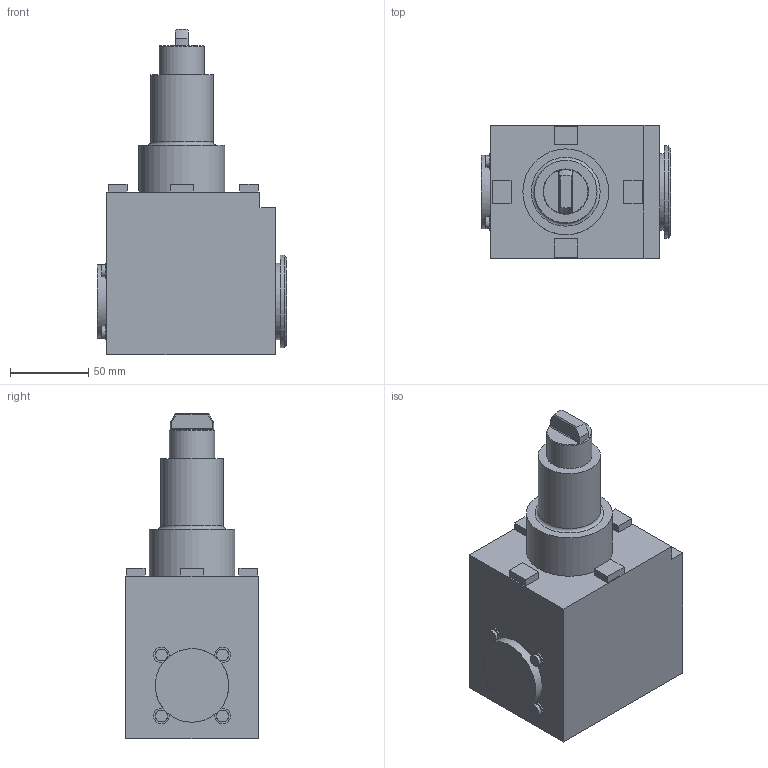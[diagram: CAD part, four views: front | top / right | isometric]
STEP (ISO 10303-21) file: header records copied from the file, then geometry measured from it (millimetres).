
FILE_DESCRIPTION(/* description */ (''),/* implementation_level */ '2;1');
FILE_NAME(/* name */ '1533898947850.stp',/* time_stamp */ '2018-08-10T13:02:34+02:00',/* author */ (''),/* organization */ ('SMS'),/* preprocessor_version */ 'ST-DEVELOPER v15',/* originating_system */ 'SIEMENS PLM Software NX 8.5',/* authorisation */ '');
FILE_SCHEMA (('AUTOMOTIVE_DESIGN { 1 0 10303 214 3 1 1 1 }'));
Length unit declared in the file: millimetre
Products named in the file (1): 201818528mod000_00
Bounding box: 120.9 x 85 x 208 mm (x, y, z)
Volume: 1106758.2 mm3; surface area: 78120.4 mm2
Topology: 1 solids, 1 shells, 87 faces, 198 edges, 132 vertices
Faces by surface type: plane 53, cylinder 21, cone 12, torus 1
Full cylindrical faces by diameter (mm): 2 x1, 7.58 x1, 7.6 x3, 29 x1, 32 x1, 36 x1, 40 x1, 47 x1, 49 x1, 54.9 x1, 59 x1
Entity records: 2490 total; most frequent: CARTESIAN_POINT 550, DIRECTION 404, ORIENTED_EDGE 348, EDGE_CURVE 174, AXIS2_PLACEMENT_3D 156, VERTEX_POINT 126, EDGE_LOOP 124, LINE 92
